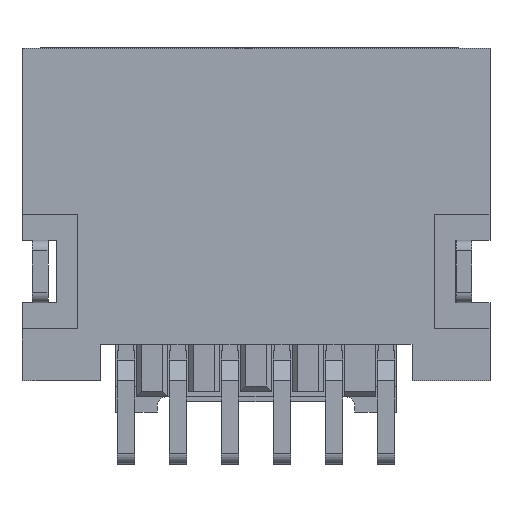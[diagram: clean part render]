
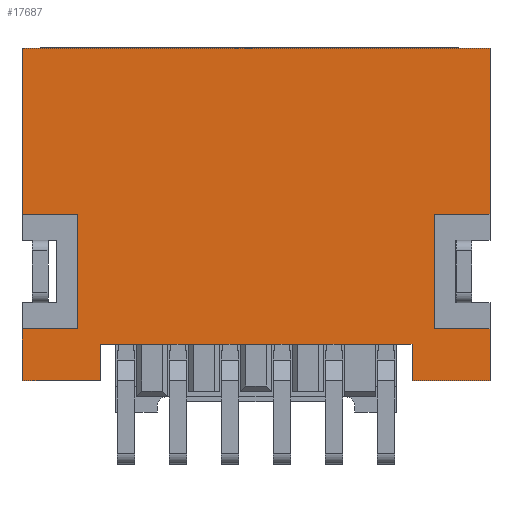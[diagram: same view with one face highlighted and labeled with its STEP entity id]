
A CAD part, front view. The second image highlights one B-rep face of the part: STEP entity #17687.
In plain terms, the highlighted planar face has unit normal (0, -1, 0).
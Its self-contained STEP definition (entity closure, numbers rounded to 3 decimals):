
#326 = VECTOR ( 'NONE', #14233, 1000. ) ;
#422 = CARTESIAN_POINT ( 'NONE',  ( 0., 0., 1.1 ) ) ;
#864 = DIRECTION ( 'NONE',  ( 0., 1., 0. ) ) ;
#919 = EDGE_CURVE ( 'NONE', #21895, #19084, #22722, .T. ) ;
#1217 = ORIENTED_EDGE ( 'NONE', *, *, #2832, .F. ) ;
#1235 = CARTESIAN_POINT ( 'NONE',  ( -1.5, 0., -0.15 ) ) ;
#1660 = VERTEX_POINT ( 'NONE', #16676 ) ;
#1948 = ORIENTED_EDGE ( 'NONE', *, *, #22239, .F. ) ;
#2360 = LINE ( 'NONE', #11919, #11688 ) ;
#2437 = DIRECTION ( 'NONE',  ( 1., 0., 0. ) ) ;
#2475 = CARTESIAN_POINT ( 'NONE',  ( 1.5, 0., 1.1 ) ) ;
#2687 = DIRECTION ( 'NONE',  ( 1., 0., 0. ) ) ;
#2702 = FACE_OUTER_BOUND ( 'NONE', #5425, .T. ) ;
#2832 = EDGE_CURVE ( 'NONE', #15659, #11388, #5080, .T. ) ;
#3038 = ORIENTED_EDGE ( 'NONE', *, *, #919, .F. ) ;
#3179 = VERTEX_POINT ( 'NONE', #11105 ) ;
#3269 = ORIENTED_EDGE ( 'NONE', *, *, #22103, .F. ) ;
#3302 = EDGE_CURVE ( 'NONE', #3179, #15659, #11858, .T. ) ;
#3475 = ORIENTED_EDGE ( 'NONE', *, *, #5545, .F. ) ;
#3757 = VECTOR ( 'NONE', #18287, 1000. ) ;
#3849 = EDGE_CURVE ( 'NONE', #12317, #22764, #5921, .T. ) ;
#4139 = EDGE_CURVE ( 'NONE', #21895, #1660, #13952, .T. ) ;
#4356 = CARTESIAN_POINT ( 'NONE',  ( 1.715, 0., 1.1 ) ) ;
#4448 = VECTOR ( 'NONE', #10315, 1000. ) ;
#4465 = LINE ( 'NONE', #12288, #14385 ) ;
#4506 = ORIENTED_EDGE ( 'NONE', *, *, #21599, .F. ) ;
#4788 = CARTESIAN_POINT ( 'NONE',  ( 0., 0., 0. ) ) ;
#4893 = DIRECTION ( 'NONE',  ( 0., 0., 1. ) ) ;
#5080 = LINE ( 'NONE', #18260, #20335 ) ;
#5143 = VECTOR ( 'NONE', #15591, 1000. ) ;
#5297 = CARTESIAN_POINT ( 'NONE',  ( 2.25, 0., 1.775 ) ) ;
#5358 = EDGE_CURVE ( 'NONE', #21351, #19650, #16733, .T. ) ;
#5425 = EDGE_LOOP ( 'NONE', ( #11556, #15782, #3269, #4506, #21244, #21412, #13487, #3475, #21275, #8396, #1217, #17590, #11365, #1948, #3038, #20903 ) ) ;
#5545 = EDGE_CURVE ( 'NONE', #11436, #21262, #10497, .T. ) ;
#5921 = LINE ( 'NONE', #4788, #21203 ) ;
#6035 = LINE ( 'NONE', #23317, #5143 ) ;
#6280 = DIRECTION ( 'NONE',  ( 1., 0., 0. ) ) ;
#6707 = CARTESIAN_POINT ( 'NONE',  ( -2.25, 0., 0. ) ) ;
#6860 = CARTESIAN_POINT ( 'NONE',  ( 0., 0., 0. ) ) ;
#6962 = DIRECTION ( 'NONE',  ( 0., 0., 1. ) ) ;
#8294 = VERTEX_POINT ( 'NONE', #23212 ) ;
#8396 = ORIENTED_EDGE ( 'NONE', *, *, #9878, .F. ) ;
#8429 = EDGE_CURVE ( 'NONE', #19650, #1660, #2360, .T. ) ;
#8470 = DIRECTION ( 'NONE',  ( 0., 0., 1. ) ) ;
#8624 = VECTOR ( 'NONE', #18083, 1000. ) ;
#8886 = VERTEX_POINT ( 'NONE', #19409 ) ;
#8993 = CARTESIAN_POINT ( 'NONE',  ( -2.25, 0., 1.1 ) ) ;
#9256 = VECTOR ( 'NONE', #20808, 1000. ) ;
#9400 = EDGE_CURVE ( 'NONE', #8294, #3179, #25369, .T. ) ;
#9598 = CARTESIAN_POINT ( 'NONE',  ( 2.25, 0., 1.1 ) ) ;
#9764 = DIRECTION ( 'NONE',  ( 0., 0., -1. ) ) ;
#9878 = EDGE_CURVE ( 'NONE', #11388, #17327, #20333, .T. ) ;
#10175 = CARTESIAN_POINT ( 'NONE',  ( 0., 0., 1.1 ) ) ;
#10315 = DIRECTION ( 'NONE',  ( 0., 0., 1. ) ) ;
#10325 = CARTESIAN_POINT ( 'NONE',  ( -1.715, 0., 0. ) ) ;
#10471 = CARTESIAN_POINT ( 'NONE',  ( 1.5, 0., -0.15 ) ) ;
#10497 = LINE ( 'NONE', #25867, #8624 ) ;
#11105 = CARTESIAN_POINT ( 'NONE',  ( 2.25, 0., 0. ) ) ;
#11365 = ORIENTED_EDGE ( 'NONE', *, *, #9400, .F. ) ;
#11388 = VERTEX_POINT ( 'NONE', #15079 ) ;
#11436 = VERTEX_POINT ( 'NONE', #1235 ) ;
#11476 = VECTOR ( 'NONE', #6962, 1000. ) ;
#11556 = ORIENTED_EDGE ( 'NONE', *, *, #8429, .F. ) ;
#11688 = VECTOR ( 'NONE', #6280, 1000. ) ;
#11858 = LINE ( 'NONE', #9598, #15265 ) ;
#11912 = DIRECTION ( 'NONE',  ( -1., 0., 0. ) ) ;
#11919 = CARTESIAN_POINT ( 'NONE',  ( 0., 0., 2.7 ) ) ;
#12288 = CARTESIAN_POINT ( 'NONE',  ( -1.715, 0., 1.1 ) ) ;
#12317 = VERTEX_POINT ( 'NONE', #6707 ) ;
#12416 = VECTOR ( 'NONE', #20203, 1000. ) ;
#12422 = CARTESIAN_POINT ( 'NONE',  ( -2.25, 0., -0.5 ) ) ;
#12575 = VECTOR ( 'NONE', #2687, 1000. ) ;
#12601 = AXIS2_PLACEMENT_3D ( 'NONE', #422, #864, #4893 ) ;
#13307 = LINE ( 'NONE', #16624, #11476 ) ;
#13487 = ORIENTED_EDGE ( 'NONE', *, *, #19903, .F. ) ;
#13598 = PLANE ( 'NONE',  #12601 ) ;
#13952 = LINE ( 'NONE', #5297, #23686 ) ;
#14148 = CARTESIAN_POINT ( 'NONE',  ( 0., 0., 1.1 ) ) ;
#14208 = DIRECTION ( 'NONE',  ( -1., 0., 0. ) ) ;
#14233 = DIRECTION ( 'NONE',  ( -1., 0., 0. ) ) ;
#14337 = LINE ( 'NONE', #4356, #3757 ) ;
#14385 = VECTOR ( 'NONE', #8470, 1000. ) ;
#14776 = CARTESIAN_POINT ( 'NONE',  ( 2.25, 0., -0.5 ) ) ;
#15079 = CARTESIAN_POINT ( 'NONE',  ( 1.5, 0., -0.5 ) ) ;
#15265 = VECTOR ( 'NONE', #9764, 1000. ) ;
#15591 = DIRECTION ( 'NONE',  ( -1., 0., 0. ) ) ;
#15659 = VERTEX_POINT ( 'NONE', #14776 ) ;
#15782 = ORIENTED_EDGE ( 'NONE', *, *, #5358, .F. ) ;
#16624 = CARTESIAN_POINT ( 'NONE',  ( -2.25, 0., 1.1 ) ) ;
#16676 = CARTESIAN_POINT ( 'NONE',  ( 2.25, 0., 2.7 ) ) ;
#16733 = LINE ( 'NONE', #20888, #9256 ) ;
#17327 = VERTEX_POINT ( 'NONE', #10471 ) ;
#17590 = ORIENTED_EDGE ( 'NONE', *, *, #3302, .F. ) ;
#17600 = CARTESIAN_POINT ( 'NONE',  ( -1.5, 0., -0.5 ) ) ;
#17687 = ADVANCED_FACE ( 'NONE', ( #2702 ), #13598, .F. ) ;
#18083 = DIRECTION ( 'NONE',  ( 0., 0., -1. ) ) ;
#18260 = CARTESIAN_POINT ( 'NONE',  ( 0., 0., -0.5 ) ) ;
#18287 = DIRECTION ( 'NONE',  ( 0., 0., -1. ) ) ;
#18368 = LINE ( 'NONE', #25806, #22749 ) ;
#19084 = VERTEX_POINT ( 'NONE', #24679 ) ;
#19409 = CARTESIAN_POINT ( 'NONE',  ( -1.715, 0., 1.1 ) ) ;
#19555 = DIRECTION ( 'NONE',  ( 0., 0., 1. ) ) ;
#19579 = VERTEX_POINT ( 'NONE', #12422 ) ;
#19650 = VERTEX_POINT ( 'NONE', #22643 ) ;
#19903 = EDGE_CURVE ( 'NONE', #21262, #19579, #6035, .T. ) ;
#20203 = DIRECTION ( 'NONE',  ( -1., 0., 0. ) ) ;
#20333 = LINE ( 'NONE', #2475, #4448 ) ;
#20335 = VECTOR ( 'NONE', #14208, 1000. ) ;
#20808 = DIRECTION ( 'NONE',  ( 0., 0., 1. ) ) ;
#20888 = CARTESIAN_POINT ( 'NONE',  ( -2.25, 0., 1.775 ) ) ;
#20903 = ORIENTED_EDGE ( 'NONE', *, *, #4139, .T. ) ;
#21203 = VECTOR ( 'NONE', #2437, 1000. ) ;
#21244 = ORIENTED_EDGE ( 'NONE', *, *, #3849, .F. ) ;
#21262 = VERTEX_POINT ( 'NONE', #17600 ) ;
#21275 = ORIENTED_EDGE ( 'NONE', *, *, #23403, .F. ) ;
#21351 = VERTEX_POINT ( 'NONE', #8993 ) ;
#21412 = ORIENTED_EDGE ( 'NONE', *, *, #23604, .F. ) ;
#21497 = CARTESIAN_POINT ( 'NONE',  ( 2.25, 0., 1.1 ) ) ;
#21534 = LINE ( 'NONE', #10175, #326 ) ;
#21599 = EDGE_CURVE ( 'NONE', #22764, #8886, #4465, .T. ) ;
#21895 = VERTEX_POINT ( 'NONE', #21497 ) ;
#22103 = EDGE_CURVE ( 'NONE', #8886, #21351, #21534, .T. ) ;
#22239 = EDGE_CURVE ( 'NONE', #19084, #8294, #14337, .T. ) ;
#22643 = CARTESIAN_POINT ( 'NONE',  ( -2.25, 0., 2.7 ) ) ;
#22722 = LINE ( 'NONE', #14148, #12416 ) ;
#22749 = VECTOR ( 'NONE', #11912, 1000. ) ;
#22764 = VERTEX_POINT ( 'NONE', #10325 ) ;
#23212 = CARTESIAN_POINT ( 'NONE',  ( 1.715, 0., 0. ) ) ;
#23317 = CARTESIAN_POINT ( 'NONE',  ( 0., 0., -0.5 ) ) ;
#23403 = EDGE_CURVE ( 'NONE', #17327, #11436, #18368, .T. ) ;
#23604 = EDGE_CURVE ( 'NONE', #19579, #12317, #13307, .T. ) ;
#23686 = VECTOR ( 'NONE', #19555, 1000. ) ;
#24679 = CARTESIAN_POINT ( 'NONE',  ( 1.715, 0., 1.1 ) ) ;
#25369 = LINE ( 'NONE', #6860, #12575 ) ;
#25806 = CARTESIAN_POINT ( 'NONE',  ( 0., 0., -0.15 ) ) ;
#25867 = CARTESIAN_POINT ( 'NONE',  ( -1.5, 0., 1.1 ) ) ;
